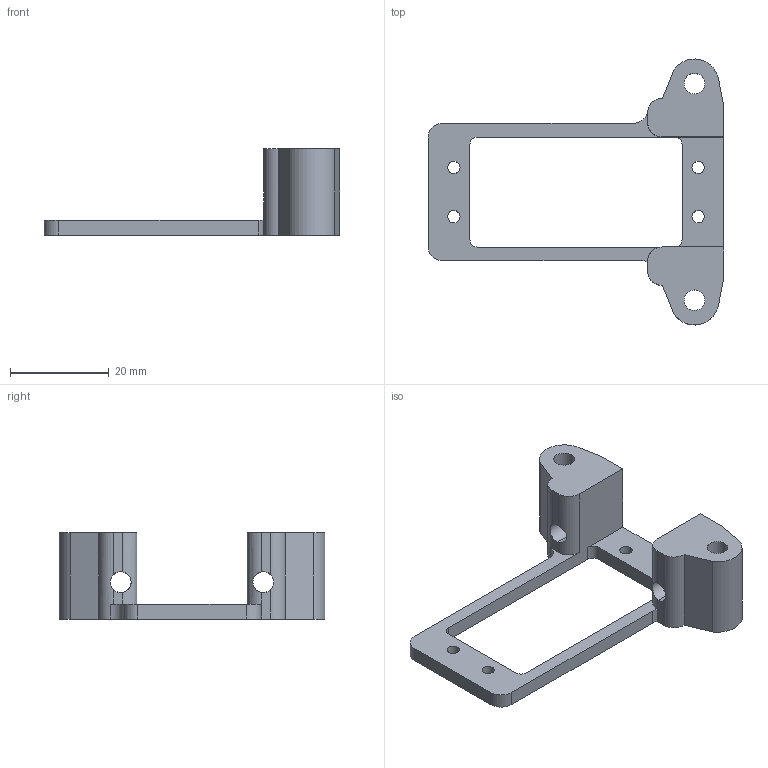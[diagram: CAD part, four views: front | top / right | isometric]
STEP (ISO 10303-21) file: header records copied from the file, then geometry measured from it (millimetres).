
FILE_DESCRIPTION (( 'STEP AP203' ), '1' );
FILE_NAME ('小舵机座1（数量2）.STEP', '2021-09-16T03:00:21', ( '' ), ( '' ), 'SwSTEP 2.0', 'SolidWorks 2018', '' );
FILE_SCHEMA (( 'CONFIG_CONTROL_DESIGN' ));
Length unit declared in the file: millimetre
Products named in the file (1): 苤嗆儂釱1ㄗ杅講2ㄘ
Bounding box: 60 x 53.9 x 17.5 mm (x, y, z)
Volume: 7567 mm3; surface area: 5398.3 mm2
Topology: 1 solids, 1 shells, 53 faces, 161 edges, 107 vertices
Faces by surface type: cylinder 32, plane 21
Entity records: 2025 total; most frequent: CARTESIAN_POINT 406, DIRECTION 334, ORIENTED_EDGE 322, EDGE_CURVE 161, AXIS2_PLACEMENT_3D 123, VERTEX_POINT 107, LINE 88, VECTOR 88
